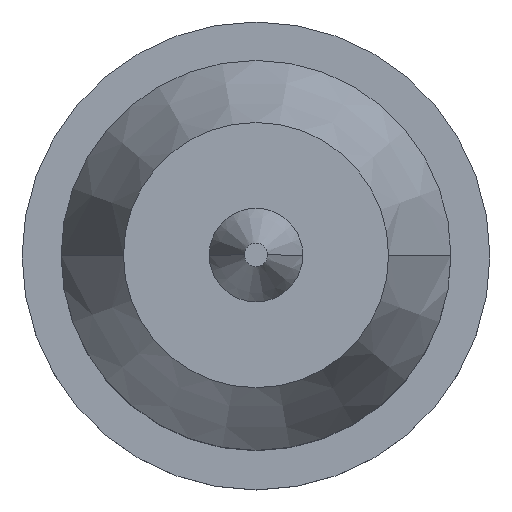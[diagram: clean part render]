
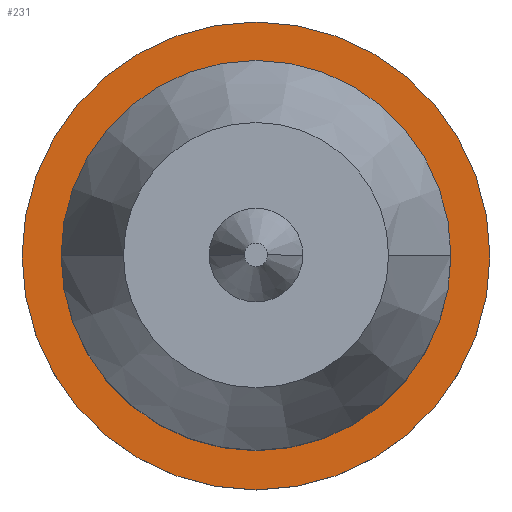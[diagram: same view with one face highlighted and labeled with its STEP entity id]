
A CAD part, top view. The second image highlights one B-rep face of the part: STEP entity #231.
In plain terms, the highlighted planar face has unit normal (0, 0, 1).
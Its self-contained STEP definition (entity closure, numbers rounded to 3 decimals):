
#1 = EDGE_LOOP ( 'NONE', ( #1461, #4 ) ) ;
#4 = ORIENTED_EDGE ( 'NONE', *, *, #1060, .F. ) ;
#32 = CARTESIAN_POINT ( 'NONE',  ( 0., 30., 47. ) ) ;
#67 = CIRCLE ( 'NONE', #470, 24. ) ;
#105 = DIRECTION ( 'NONE',  ( 0., 0., -1. ) ) ;
#128 = AXIS2_PLACEMENT_3D ( 'NONE', #151, #830, #980 ) ;
#151 = CARTESIAN_POINT ( 'NONE',  ( 0., 0., 47. ) ) ;
#177 = EDGE_LOOP ( 'NONE', ( #810, #1624 ) ) ;
#231 = ADVANCED_FACE ( 'NONE', ( #252, #326 ), #857, .T. ) ;
#252 = FACE_BOUND ( 'NONE', #177, .T. ) ;
#326 = FACE_OUTER_BOUND ( 'NONE', #1, .T. ) ;
#468 = CARTESIAN_POINT ( 'NONE',  ( 0., 0., 47. ) ) ;
#470 = AXIS2_PLACEMENT_3D ( 'NONE', #1074, #105, #1271 ) ;
#529 = EDGE_CURVE ( 'NONE', #716, #1168, #718, .T. ) ;
#607 = CIRCLE ( 'NONE', #735, 30. ) ;
#716 = VERTEX_POINT ( 'NONE', #1679 ) ;
#718 = CIRCLE ( 'NONE', #1617, 30. ) ;
#719 = DIRECTION ( 'NONE',  ( -1., 0., 0. ) ) ;
#735 = AXIS2_PLACEMENT_3D ( 'NONE', #1022, #1552, #719 ) ;
#800 = EDGE_CURVE ( 'NONE', #1770, #1232, #67, .T. ) ;
#810 = ORIENTED_EDGE ( 'NONE', *, *, #800, .T. ) ;
#830 = DIRECTION ( 'NONE',  ( 0., 0., -1. ) ) ;
#857 = PLANE ( 'NONE',  #861 ) ;
#861 = AXIS2_PLACEMENT_3D ( 'NONE', #32, #1105, #1004 ) ;
#971 = CARTESIAN_POINT ( 'NONE',  ( 24., 0., 47. ) ) ;
#980 = DIRECTION ( 'NONE',  ( -1., 0., 0. ) ) ;
#983 = CARTESIAN_POINT ( 'NONE',  ( 30., 0., 47. ) ) ;
#995 = EDGE_CURVE ( 'NONE', #1232, #1770, #1362, .T. ) ;
#1004 = DIRECTION ( 'NONE',  ( 1., 0., 0. ) ) ;
#1022 = CARTESIAN_POINT ( 'NONE',  ( 0., 0., 47. ) ) ;
#1026 = CARTESIAN_POINT ( 'NONE',  ( -24., 0., 47. ) ) ;
#1060 = EDGE_CURVE ( 'NONE', #1168, #716, #607, .T. ) ;
#1074 = CARTESIAN_POINT ( 'NONE',  ( 0., 0., 47. ) ) ;
#1105 = DIRECTION ( 'NONE',  ( 0., 0., 1. ) ) ;
#1168 = VERTEX_POINT ( 'NONE', #983 ) ;
#1232 = VERTEX_POINT ( 'NONE', #971 ) ;
#1271 = DIRECTION ( 'NONE',  ( -1., 0., 0. ) ) ;
#1362 = CIRCLE ( 'NONE', #128, 24. ) ;
#1384 = DIRECTION ( 'NONE',  ( 0., 0., -1. ) ) ;
#1461 = ORIENTED_EDGE ( 'NONE', *, *, #529, .F. ) ;
#1552 = DIRECTION ( 'NONE',  ( 0., 0., -1. ) ) ;
#1617 = AXIS2_PLACEMENT_3D ( 'NONE', #468, #1384, #1791 ) ;
#1624 = ORIENTED_EDGE ( 'NONE', *, *, #995, .T. ) ;
#1679 = CARTESIAN_POINT ( 'NONE',  ( -30., 0., 47. ) ) ;
#1770 = VERTEX_POINT ( 'NONE', #1026 ) ;
#1791 = DIRECTION ( 'NONE',  ( -1., 0., 0. ) ) ;
